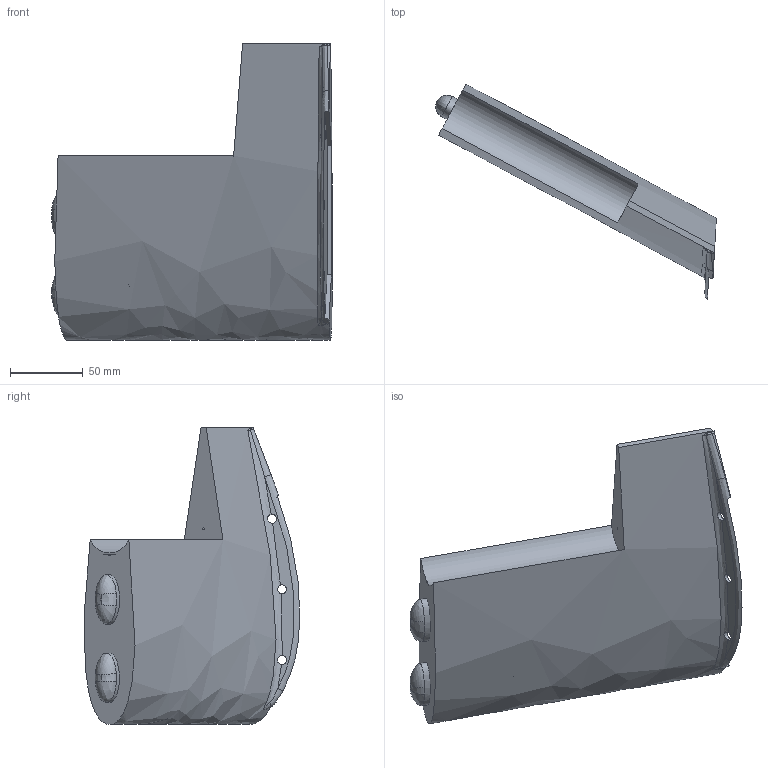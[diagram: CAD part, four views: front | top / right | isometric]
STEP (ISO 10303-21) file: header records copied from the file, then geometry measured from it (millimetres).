
FILE_DESCRIPTION(/* description */ (''),/* implementation_level */ '2;1');
FILE_NAME(/* name */ 'Tail2.1.stp',/* time_stamp */ '2026-01-22T16:53:42-05:00',/* author */ ('mateo'),/* organization */ (''),/* preprocessor_version */ 'ST-DEVELOPER v20.1',/* originating_system */ 'Autodesk Inventor 2026',/* authorisation */ '');
FILE_SCHEMA (('AUTOMOTIVE_DESIGN { 1 0 10303 214 3 1 1 }'));
Length unit declared in the file: millimetre
Products named in the file (1): Redone-Tail
Bounding box: 192.9 x 148.13 x 204 mm (x, y, z)
Volume: 393208.7 mm3; surface area: 185226.1 mm2
Topology: 1 solids, 13 shells, 127 faces, 327 edges, 250 vertices
Faces by surface type: plane 75, bspline 46, cylinder 6
Full cylindrical faces by diameter (mm): 1.5 x1, 6.2 x3
Entity records: 11852 total; most frequent: CARTESIAN_POINT 9239, ORIENTED_EDGE 606, DIRECTION 332, EDGE_CURVE 303, VERTEX_POINT 203, B_SPLINE_CURVE_WITH_KNOTS 163, EDGE_LOOP 134, FACE_OUTER_BOUND 127
